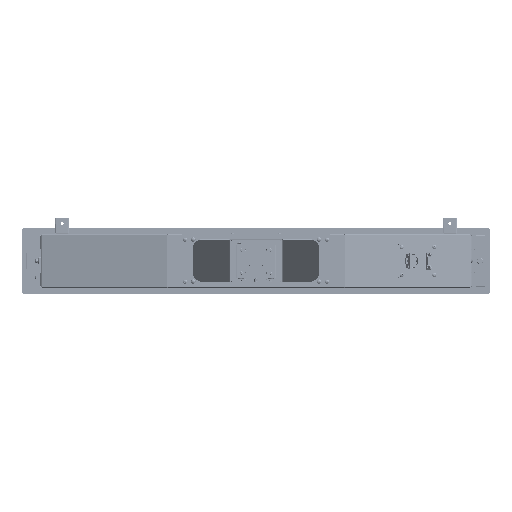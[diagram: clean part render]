
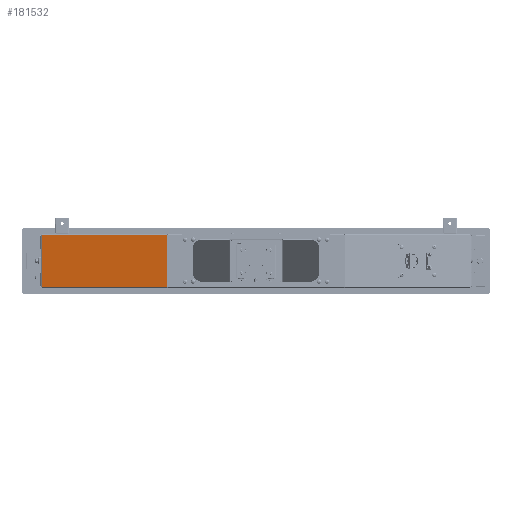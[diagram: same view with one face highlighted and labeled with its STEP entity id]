
A CAD part, front view. The second image highlights one B-rep face of the part: STEP entity #181532.
In plain terms, the highlighted planar face has unit normal (-0.208, -0.978, 0).
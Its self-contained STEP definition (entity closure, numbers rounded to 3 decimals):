
#9153 = CARTESIAN_POINT ( 'NONE',  ( -388., -261.537, -162. ) ) ;
#65644 = VECTOR ( 'NONE', #123026, 1000. ) ;
#74442 = ORIENTED_EDGE ( 'NONE', *, *, #163795, .T. ) ;
#97129 = CARTESIAN_POINT ( 'NONE',  ( -386.733, -261.806, -162. ) ) ;
#97221 = AXIS2_PLACEMENT_3D ( 'NONE', #337664, #122803, #373672 ) ;
#102350 = LINE ( 'NONE', #9153, #197809 ) ;
#103906 = EDGE_CURVE ( 'NONE', #287601, #251858, #432023, .T. ) ;
#116024 = CARTESIAN_POINT ( 'NONE',  ( -160.164, -309.965, -162. ) ) ;
#122803 = DIRECTION ( 'NONE',  ( 0.208, 0.978, 0. ) ) ;
#123026 = DIRECTION ( 'NONE',  ( 0., 0., 1. ) ) ;
#161724 = EDGE_CURVE ( 'NONE', #287601, #436485, #181829, .T. ) ;
#163795 = EDGE_CURVE ( 'NONE', #436485, #243000, #102350, .T. ) ;
#181532 = ADVANCED_FACE ( 'NONE', ( #296337 ), #408087, .F. ) ;
#181829 = LINE ( 'NONE', #321419, #350204 ) ;
#197809 = VECTOR ( 'NONE', #223779, 1000. ) ;
#201152 = ORIENTED_EDGE ( 'NONE', *, *, #103906, .F. ) ;
#223779 = DIRECTION ( 'NONE',  ( -0.978, 0.208, 0. ) ) ;
#230053 = VECTOR ( 'NONE', #352163, 1000. ) ;
#236620 = CARTESIAN_POINT ( 'NONE',  ( -386.733, -261.806, -255. ) ) ;
#243000 = VERTEX_POINT ( 'NONE', #97129 ) ;
#251858 = VERTEX_POINT ( 'NONE', #236620 ) ;
#268177 = EDGE_CURVE ( 'NONE', #251858, #243000, #435688, .T. ) ;
#287601 = VERTEX_POINT ( 'NONE', #341422 ) ;
#296337 = FACE_OUTER_BOUND ( 'NONE', #399189, .T. ) ;
#316074 = CARTESIAN_POINT ( 'NONE',  ( -388., -261.537, -255. ) ) ;
#321419 = CARTESIAN_POINT ( 'NONE',  ( -160.164, -309.965, -255. ) ) ;
#327286 = ORIENTED_EDGE ( 'NONE', *, *, #161724, .T. ) ;
#337664 = CARTESIAN_POINT ( 'NONE',  ( -388., -261.537, -255. ) ) ;
#341422 = CARTESIAN_POINT ( 'NONE',  ( -160.164, -309.965, -255. ) ) ;
#350204 = VECTOR ( 'NONE', #431137, 1000. ) ;
#352163 = DIRECTION ( 'NONE',  ( -0.978, 0.208, 0. ) ) ;
#373672 = DIRECTION ( 'NONE',  ( -0.978, 0.208, 0. ) ) ;
#373893 = CARTESIAN_POINT ( 'NONE',  ( -386.733, -261.806, -255. ) ) ;
#399189 = EDGE_LOOP ( 'NONE', ( #327286, #74442, #444895, #201152 ) ) ;
#408087 = PLANE ( 'NONE',  #97221 ) ;
#431137 = DIRECTION ( 'NONE',  ( 0., 0., 1. ) ) ;
#432023 = LINE ( 'NONE', #316074, #230053 ) ;
#435688 = LINE ( 'NONE', #373893, #65644 ) ;
#436485 = VERTEX_POINT ( 'NONE', #116024 ) ;
#444895 = ORIENTED_EDGE ( 'NONE', *, *, #268177, .F. ) ;
